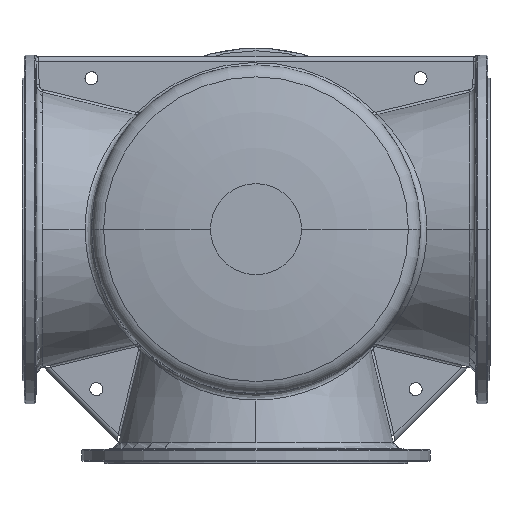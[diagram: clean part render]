
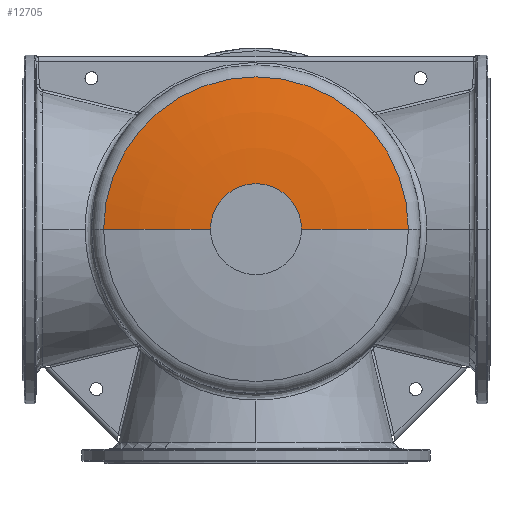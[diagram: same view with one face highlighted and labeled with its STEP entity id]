
A CAD part, top view. The second image highlights one B-rep face of the part: STEP entity #12705.
In plain terms, the highlighted toroidal (fillet/blend) face has major radius 72 mm and minor radius 946.25 mm.
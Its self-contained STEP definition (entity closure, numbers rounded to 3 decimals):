
#1117 = TOROIDAL_SURFACE ( 'NONE', #39714, 72., 946.25 ) ;
#4773 = EDGE_CURVE ( 'NONE', #73838, #103005, #96650, .T. ) ;
#6832 = DIRECTION ( 'NONE',  ( 0., 0., -1. ) ) ;
#7917 = EDGE_LOOP ( 'NONE', ( #103916, #22647, #89119, #54818 ) ) ;
#8025 = CARTESIAN_POINT ( 'NONE',  ( 72., 0., -433.75 ) ) ;
#12705 = ADVANCED_FACE ( 'NONE', ( #80312 ), #1117, .T. ) ;
#13266 = CARTESIAN_POINT ( 'NONE',  ( 0., 0., 486.329 ) ) ;
#15087 = CIRCLE ( 'NONE', #54804, 293.007 ) ;
#17241 = DIRECTION ( 'NONE',  ( -1., 0., 0. ) ) ;
#22541 = DIRECTION ( 'NONE',  ( 1., 0., 0. ) ) ;
#22647 = ORIENTED_EDGE ( 'NONE', *, *, #4773, .F. ) ;
#29955 = CARTESIAN_POINT ( 'NONE',  ( -293.007, 0., 486.329 ) ) ;
#30314 = CIRCLE ( 'NONE', #54411, 946.25 ) ;
#33953 = CARTESIAN_POINT ( 'NONE',  ( 293.007, 0., 486.329 ) ) ;
#39504 = CIRCLE ( 'NONE', #60186, 946.25 ) ;
#39714 = AXIS2_PLACEMENT_3D ( 'NONE', #61606, #6832, #71247 ) ;
#41258 = AXIS2_PLACEMENT_3D ( 'NONE', #49269, #113573, #58495 ) ;
#49269 = CARTESIAN_POINT ( 'NONE',  ( 0., 0., 512.373 ) ) ;
#54284 = DIRECTION ( 'NONE',  ( 0., -1., 0. ) ) ;
#54411 = AXIS2_PLACEMENT_3D ( 'NONE', #109364, #54284, #118551 ) ;
#54804 = AXIS2_PLACEMENT_3D ( 'NONE', #13266, #77758, #22541 ) ;
#54818 = ORIENTED_EDGE ( 'NONE', *, *, #84597, .T. ) ;
#56354 = EDGE_CURVE ( 'NONE', #73838, #64589, #39504, .T. ) ;
#58495 = DIRECTION ( 'NONE',  ( 1., 0., 0. ) ) ;
#60186 = AXIS2_PLACEMENT_3D ( 'NONE', #8025, #72451, #17241 ) ;
#61606 = CARTESIAN_POINT ( 'NONE',  ( 0., 0., -433.75 ) ) ;
#64589 = VERTEX_POINT ( 'NONE', #33953 ) ;
#68328 = CARTESIAN_POINT ( 'NONE',  ( -87.5, 0., 512.373 ) ) ;
#71247 = DIRECTION ( 'NONE',  ( 1., 0., 0. ) ) ;
#72451 = DIRECTION ( 'NONE',  ( 0., 1., 0. ) ) ;
#73838 = VERTEX_POINT ( 'NONE', #88797 ) ;
#77758 = DIRECTION ( 'NONE',  ( 0., 0., 1. ) ) ;
#80312 = FACE_OUTER_BOUND ( 'NONE', #7917, .T. ) ;
#84597 = EDGE_CURVE ( 'NONE', #64589, #96952, #15087, .T. ) ;
#88797 = CARTESIAN_POINT ( 'NONE',  ( 87.5, 0., 512.373 ) ) ;
#89119 = ORIENTED_EDGE ( 'NONE', *, *, #56354, .T. ) ;
#89136 = EDGE_CURVE ( 'NONE', #103005, #96952, #30314, .T. ) ;
#96650 = CIRCLE ( 'NONE', #41258, 87.5 ) ;
#96952 = VERTEX_POINT ( 'NONE', #29955 ) ;
#103005 = VERTEX_POINT ( 'NONE', #68328 ) ;
#103916 = ORIENTED_EDGE ( 'NONE', *, *, #89136, .F. ) ;
#109364 = CARTESIAN_POINT ( 'NONE',  ( -72., 0., -433.75 ) ) ;
#113573 = DIRECTION ( 'NONE',  ( 0., 0., 1. ) ) ;
#118551 = DIRECTION ( 'NONE',  ( 0., 0., -1. ) ) ;
